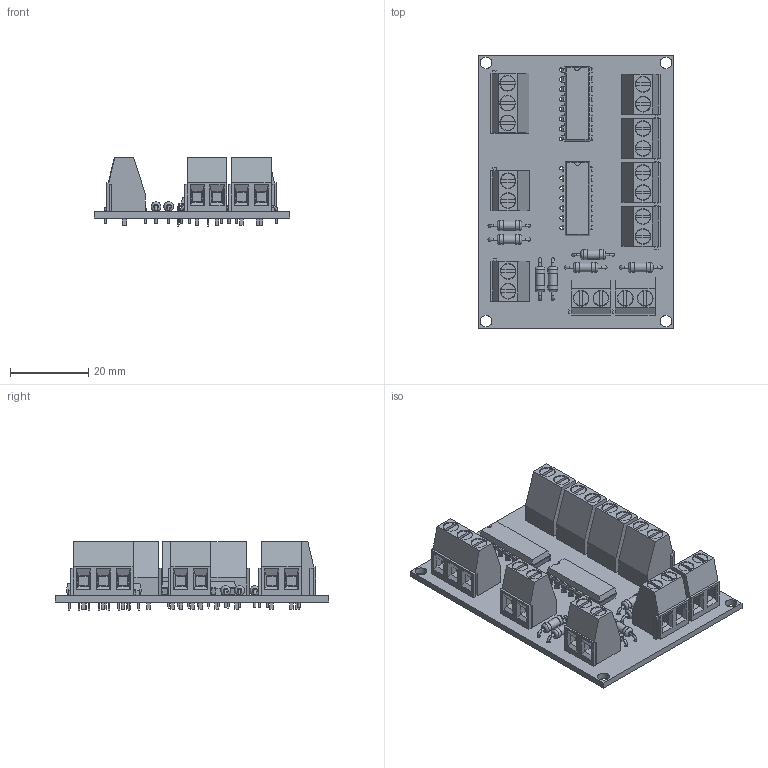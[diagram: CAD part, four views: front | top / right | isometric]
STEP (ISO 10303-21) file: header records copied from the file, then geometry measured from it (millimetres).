
FILE_DESCRIPTION(('KiCad electronic assembly'),'2;1');
FILE_NAME('Module_Matriciel.step','2024-12-05T00:08:35',('Pcbnew'),( 'Kicad'),'Open CASCADE STEP processor 7.6','KiCad to STEP converter' ,'Unknown');
FILE_SCHEMA(('AUTOMOTIVE_DESIGN { 1 0 10303 214 1 1 1 1 }'));
Length unit declared in the file: millimetre
Products named in the file (12): Module_Matriciel 1; TerminalBlock_Phoenix_MKDS-1,5-2-5.08_1x02_P5.08mm_Horizontal; TerminalBlock_Phoenix_MKDS_15_2_508_1x02_P508mm_Horizontal; R_Axial_DIN0207_L6.3mm_D2.5mm_P10.16mm_Horizontal; R_Axial_DIN0207_L63mm_D25mm_P1016mm_Horizontal; DIP-14_W7.62mm; TerminalBlock_Phoenix_MKDS-1,5-3-5.08_1x03_P5.08mm_Horizontal; TerminalBlock_Phoenix_MKDS_15_3_508_1x03_P508mm_Horizontal; DIP-16_W7.62mm; Limit_switch_mgmt PCB
Assembly tree (24 placements, depth 3):
  Module_Matriciel 1
    TerminalBlock_Phoenix_MKDS-1,5-2-5.08_1x02_P5.08mm_Horizontal  x8
      TerminalBlock_Phoenix_MKDS_15_2_508_1x02_P508mm_Horizontal
    R_Axial_DIN0207_L6.3mm_D2.5mm_P10.16mm_Horizontal  x7
      R_Axial_DIN0207_L63mm_D25mm_P1016mm_Horizontal
    DIP-14_W7.62mm
      DIP-14_W7.62mm
    TerminalBlock_Phoenix_MKDS-1,5-3-5.08_1x03_P5.08mm_Horizontal
      TerminalBlock_Phoenix_MKDS_15_3_508_1x03_P508mm_Horizontal
    DIP-16_W7.62mm
      DIP-16_W7.62mm
    Limit_switch_mgmt PCB
Bounding box: 50 x 70 x 17.6 mm (x, y, z)
Volume: 16133.2 mm3; surface area: 22021.6 mm2
Topology: 19 solids, 19 shells, 1563 faces, 3967 edges, 2508 vertices
Faces by surface type: plane 1189, cylinder 216, bspline 130, torus 28
Full cylindrical faces by diameter (mm): 0.6 x28, 0.787 x14, 0.8 x14, 0.9 x16, 1.3 x3, 1.4 x16, 2.25 x7, 2.5 x14, 3 x4, 3.8 x19, 4 x19
Entity records: 62892 total; most frequent: CARTESIAN_POINT 12713, DIRECTION 8167, LINE 5666, VECTOR 5666, ORIENTED_EDGE 4460, PCURVE 4460, DEFINITIONAL_REPRESENTATION 4460, EDGE_CURVE 2230
